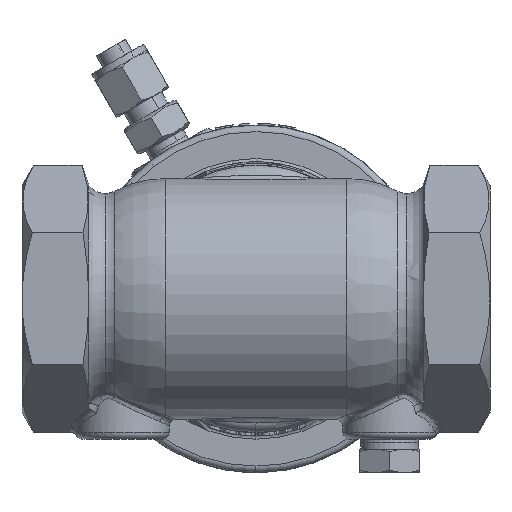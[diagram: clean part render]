
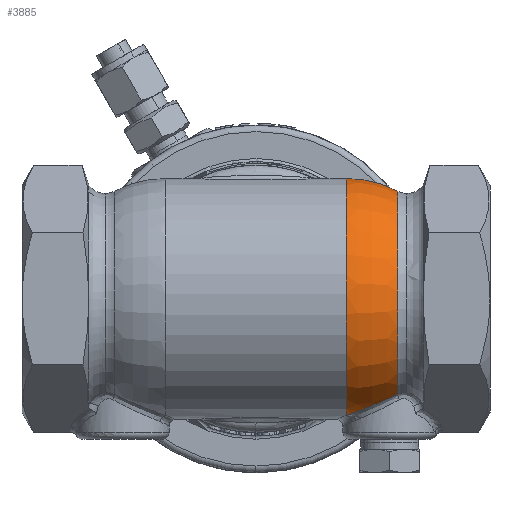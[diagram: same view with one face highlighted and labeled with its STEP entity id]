
A CAD part, front view. The second image highlights one B-rep face of the part: STEP entity #3885.
In plain terms, the highlighted toroidal (fillet/blend) face has major radius 2.381 mm and minor radius 26.194 mm.
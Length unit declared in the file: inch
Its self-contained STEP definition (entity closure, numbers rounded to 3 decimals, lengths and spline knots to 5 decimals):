
#3421 = DIRECTION ( 'NONE',  ( 0., 0., 1. ) ) ;
#3885 = ADVANCED_FACE ( 'NONE', ( #43947 ), #55697, .T. ) ;
#4360 = CARTESIAN_POINT ( 'NONE',  ( 0.95056, -0.38358, -1.05176 ) ) ;
#6205 = CIRCLE ( 'NONE', #23051, 1.03125 ) ;
#7974 = DIRECTION ( 'NONE',  ( -1., 0., 0. ) ) ;
#8040 = EDGE_CURVE ( 'NONE', #22611, #28420, #30192, .T. ) ;
#8525 = DIRECTION ( 'NONE',  ( 0., -1., 0. ) ) ;
#8929 = CARTESIAN_POINT ( 'NONE',  ( 0.97938, -0.40297, -1.04083 ) ) ;
#9992 = EDGE_LOOP ( 'NONE', ( #28267, #31419, #19103, #16446 ) ) ;
#13501 = CARTESIAN_POINT ( 'NONE',  ( 1.01966, -0.42579, -1.02527 ) ) ;
#14750 = CARTESIAN_POINT ( 'NONE',  ( 1.32382, 0., 1.00644 ) ) ;
#15374 = EDGE_CURVE ( 'NONE', #44693, #28894, #24845, .T. ) ;
#15800 = EDGE_CURVE ( 'NONE', #28420, #28894, #6205, .T. ) ;
#15808 = EDGE_CURVE ( 'NONE', #44693, #22611, #32499, .T. ) ;
#16446 = ORIENTED_EDGE ( 'NONE', *, *, #15808, .T. ) ;
#18114 = CARTESIAN_POINT ( 'NONE',  ( 1.08253, -0.45124, -1.00018 ) ) ;
#19103 = ORIENTED_EDGE ( 'NONE', *, *, #15374, .F. ) ;
#22120 = CARTESIAN_POINT ( 'NONE',  ( 1.32382, 0., 0. ) ) ;
#22611 = VERTEX_POINT ( 'NONE', #46601 ) ;
#22711 = CARTESIAN_POINT ( 'NONE',  ( 1.14791, -0.46734, -0.97301 ) ) ;
#23051 = AXIS2_PLACEMENT_3D ( 'NONE', #35670, #8525, #40157 ) ;
#24845 = CIRCLE ( 'NONE', #29155, 1.125 ) ;
#25308 = CARTESIAN_POINT ( 'NONE',  ( 0.84375, 0., 0. ) ) ;
#26785 = DIRECTION ( 'NONE',  ( 0., 0., 1. ) ) ;
#27152 = CARTESIAN_POINT ( 'NONE',  ( 0.87301, -0.31336, -1.08033 ) ) ;
#27351 = CARTESIAN_POINT ( 'NONE',  ( 1.23674, -0.47557, -0.93434 ) ) ;
#28267 = ORIENTED_EDGE ( 'NONE', *, *, #8040, .T. ) ;
#28420 = VERTEX_POINT ( 'NONE', #14750 ) ;
#28894 = VERTEX_POINT ( 'NONE', #39964 ) ;
#29155 = AXIS2_PLACEMENT_3D ( 'NONE', #25308, #56375, #29811 ) ;
#29811 = DIRECTION ( 'NONE',  ( 0., 0., 1. ) ) ;
#30192 = CIRCLE ( 'NONE', #33364, 1.00644 ) ;
#31419 = ORIENTED_EDGE ( 'NONE', *, *, #15800, .T. ) ;
#31592 = CARTESIAN_POINT ( 'NONE',  ( 0.92301, -0.36248, -1.06207 ) ) ;
#31790 = CARTESIAN_POINT ( 'NONE',  ( 1.32382, -0.46356, -0.89333 ) ) ;
#32499 = B_SPLINE_CURVE_WITH_KNOTS ( 'NONE', 3,
 ( #57778, #53709, #27152, #58163, #31592, #4360, #36059, #8929, #40541, #13501, #45020, #18114, #49472, #22711, #53896, #27351, #58342, #31790 ),
 .UNSPECIFIED., .F., .F.,
 ( 4, 2, 2, 2, 2, 2, 2, 2, 4 ),
 ( 0., 0.00187, 0.00373, 0.00467, 0.0056, 0.00747, 0.00933, 0.0112, 0.01493 ),
 .UNSPECIFIED. ) ;
#33364 = AXIS2_PLACEMENT_3D ( 'NONE', #22120, #53338, #26785 ) ;
#35670 = CARTESIAN_POINT ( 'NONE',  ( 0.84375, 0., 0.09375 ) ) ;
#36059 = CARTESIAN_POINT ( 'NONE',  ( 0.96, -0.39027, -1.0482 ) ) ;
#39964 = CARTESIAN_POINT ( 'NONE',  ( 0.84375, 0., 1.125 ) ) ;
#40157 = DIRECTION ( 'NONE',  ( 0., 0., -1. ) ) ;
#40541 = CARTESIAN_POINT ( 'NONE',  ( 0.98936, -0.40899, -1.037 ) ) ;
#43947 = FACE_OUTER_BOUND ( 'NONE', #9992, .T. ) ;
#44105 = CARTESIAN_POINT ( 'NONE',  ( 0.84375, 0., 0. ) ) ;
#44693 = VERTEX_POINT ( 'NONE', #56462 ) ;
#45020 = CARTESIAN_POINT ( 'NONE',  ( 1.04033, -0.43531, -1.01713 ) ) ;
#46601 = CARTESIAN_POINT ( 'NONE',  ( 1.32382, -0.46356, -0.89333 ) ) ;
#49472 = CARTESIAN_POINT ( 'NONE',  ( 1.10405, -0.45764, -0.99137 ) ) ;
#53338 = DIRECTION ( 'NONE',  ( -1., 0., 0. ) ) ;
#53709 = CARTESIAN_POINT ( 'NONE',  ( 0.85767, -0.295, -1.08582 ) ) ;
#53896 = CARTESIAN_POINT ( 'NONE',  ( 1.17033, -0.47062, -0.96342 ) ) ;
#55697 = TOROIDAL_SURFACE ( 'NONE', #55954, 0.09375, 1.03125 ) ;
#55954 = AXIS2_PLACEMENT_3D ( 'NONE', #44105, #7974, #3421 ) ;
#56375 = DIRECTION ( 'NONE',  ( -1., 0., 0. ) ) ;
#56462 = CARTESIAN_POINT ( 'NONE',  ( 0.84375, -0.27544, -1.09076 ) ) ;
#57778 = CARTESIAN_POINT ( 'NONE',  ( 0.84375, -0.27544, -1.09076 ) ) ;
#58163 = CARTESIAN_POINT ( 'NONE',  ( 0.90564, -0.34705, -1.06846 ) ) ;
#58342 = CARTESIAN_POINT ( 'NONE',  ( 1.28055, -0.47264, -0.91426 ) ) ;
